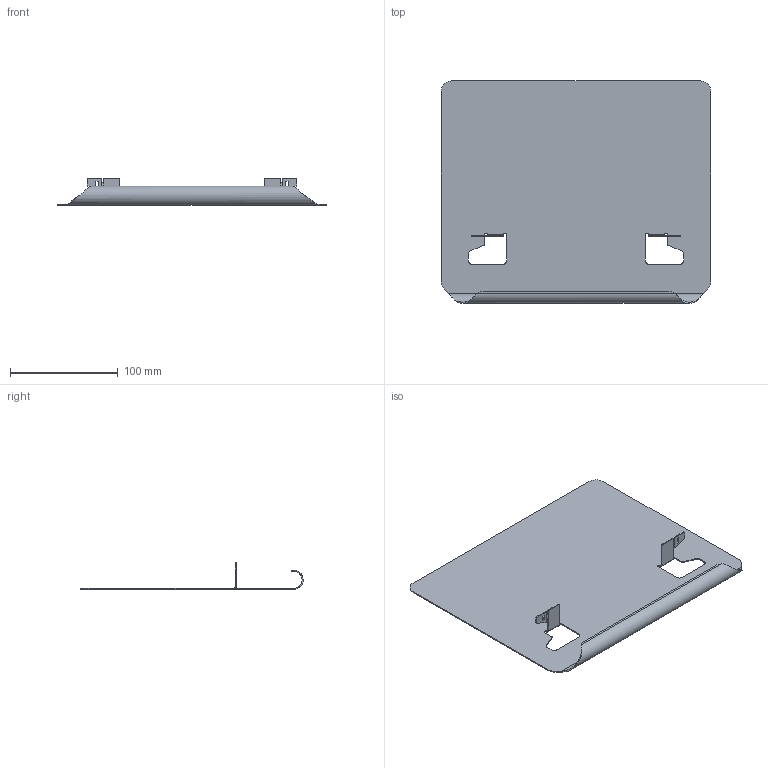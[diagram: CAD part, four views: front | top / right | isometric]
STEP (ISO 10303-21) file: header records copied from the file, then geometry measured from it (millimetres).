
FILE_DESCRIPTION (( 'STEP AP203' ), '1' );
FILE_NAME ('10-02-1284.STEP', '2013-05-06T06:37:32', ( 'asennus' ), ( '' ), 'SwSTEP 2.0', 'SolidWorks 2013', '' );
FILE_SCHEMA (( 'CONFIG_CONTROL_DESIGN' ));
Length unit declared in the file: millimetre
Products named in the file (1): 10-02-1284
Bounding box: 250 x 205.99 x 24.93 mm (x, y, z)
Volume: 54523.7 mm3; surface area: 110331.7 mm2
Topology: 1 solids, 1 shells, 120 faces, 314 edges, 196 vertices
Faces by surface type: plane 66, cylinder 50, bspline 4
Entity records: 4755 total; most frequent: CARTESIAN_POINT 1695, ORIENTED_EDGE 628, DIRECTION 622, EDGE_CURVE 314, AXIS2_PLACEMENT_3D 213, VERTEX_POINT 196, LINE 196, VECTOR 196
